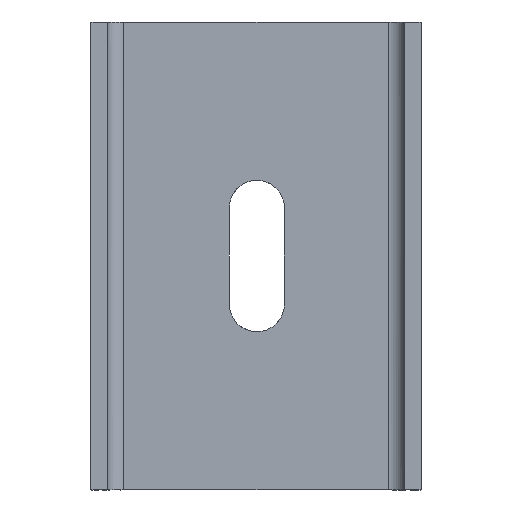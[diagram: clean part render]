
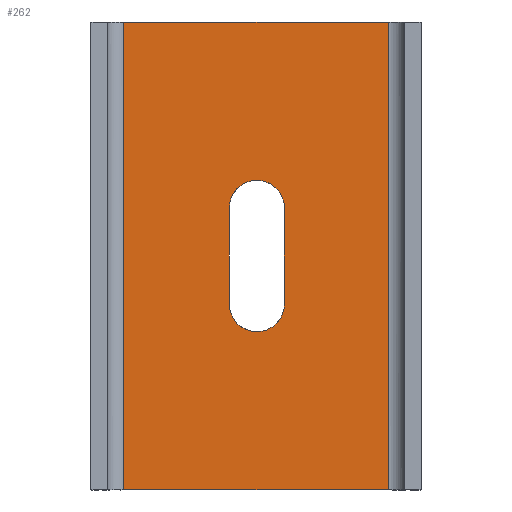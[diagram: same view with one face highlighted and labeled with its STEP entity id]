
A CAD part, left-side view. The second image highlights one B-rep face of the part: STEP entity #262.
In plain terms, the highlighted free-form (B-spline) face has degree [1, 1] with [2, 2] control points.
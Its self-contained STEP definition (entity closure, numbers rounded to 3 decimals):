
#7 = CARTESIAN_POINT ( 'NONE',  ( 401.188, 65.455, 0. ) ) ;
#11 = CARTESIAN_POINT ( 'NONE',  ( 401.188, -30.459, 0. ) ) ;
#43 = CARTESIAN_POINT ( 'NONE',  ( 401.188, 17.195, -57.5 ) ) ;
#57 = EDGE_CURVE ( 'NONE', #404, #838, #850, .T. ) ;
#100 = CARTESIAN_POINT ( 'NONE',  ( 401.188, 65.455, 0. ) ) ;
#104 = CARTESIAN_POINT ( 'NONE',  ( 401.188, 65.455, -170. ) ) ;
#107 = ORIENTED_EDGE ( 'NONE', *, *, #639, .T. ) ;
#130 = CARTESIAN_POINT ( 'NONE',  ( 401.188, 7.195, -67.5 ) ) ;
#153 = EDGE_LOOP ( 'NONE', ( #757, #518, #107, #377, #581 ) ) ;
#154 = CARTESIAN_POINT ( 'NONE',  ( 401.188, -30.459, -170. ) ) ;
#170 = CARTESIAN_POINT ( 'NONE',  ( 401.188, 17.195, -57.5 ) ) ;
#185 = CARTESIAN_POINT ( 'NONE',  ( 401.188, 11.337, -57.5 ) ) ;
#193 = EDGE_LOOP ( 'NONE', ( #758, #546, #256, #473 ) ) ;
#199 = CARTESIAN_POINT ( 'NONE',  ( 401.188, 65.455, -170. ) ) ;
#211 = EDGE_CURVE ( 'NONE', #381, #404, #499, .T. ) ;
#220 = VERTEX_POINT ( 'NONE', #254 ) ;
#238 = B_SPLINE_CURVE_WITH_KNOTS ( 'NONE', 1,
 ( #617, #721 ),
 .UNSPECIFIED., .F., .F.,
 ( 2, 2 ),
 ( 0., 1. ),
 .UNSPECIFIED. ) ;
#245 =( BOUNDED_CURVE ( )  B_SPLINE_CURVE ( 3, ( #533, #862, #185, #170 ),
 .UNSPECIFIED., .F., .T. ) 
 B_SPLINE_CURVE_WITH_KNOTS ( ( 4, 4 ),
 ( -1.571, 0. ),
 .UNSPECIFIED. ) 
 CURVE ( )  GEOMETRIC_REPRESENTATION_ITEM ( )  RATIONAL_B_SPLINE_CURVE ( ( 1., 0.805, 0.805, 1. ) ) 
 REPRESENTATION_ITEM ( '' )  );
#252 = CARTESIAN_POINT ( 'NONE',  ( 401.188, 23.052, -57.5 ) ) ;
#254 = CARTESIAN_POINT ( 'NONE',  ( 401.188, 27.195, -67.5 ) ) ;
#256 = ORIENTED_EDGE ( 'NONE', *, *, #651, .F. ) ;
#262 = ADVANCED_FACE ( 'NONE', ( #491, #412 ), #680, .F. ) ;
#265 = EDGE_CURVE ( 'NONE', #297, #381, #331, .T. ) ;
#296 = CARTESIAN_POINT ( 'NONE',  ( 401.188, -30.459, -170. ) ) ;
#297 = VERTEX_POINT ( 'NONE', #561 ) ;
#305 = CARTESIAN_POINT ( 'NONE',  ( 401.188, 7.195, -67.5 ) ) ;
#314 = EDGE_CURVE ( 'NONE', #855, #574, #714, .T. ) ;
#331 = B_SPLINE_CURVE_WITH_KNOTS ( 'NONE', 1,
 ( #154, #199 ),
 .UNSPECIFIED., .F., .F.,
 ( 2, 2 ),
 ( 0., 1. ),
 .UNSPECIFIED. ) ;
#334 = CARTESIAN_POINT ( 'NONE',  ( 401.188, 65.455, 0. ) ) ;
#336 = EDGE_CURVE ( 'NONE', #220, #855, #238, .T. ) ;
#357 = CARTESIAN_POINT ( 'NONE',  ( 401.188, 27.195, -102.5 ) ) ;
#365 = CARTESIAN_POINT ( 'NONE',  ( 401.188, 65.455, -170. ) ) ;
#377 = ORIENTED_EDGE ( 'NONE', *, *, #314, .F. ) ;
#378 = CARTESIAN_POINT ( 'NONE',  ( 401.188, 27.195, -61.642 ) ) ;
#381 = VERTEX_POINT ( 'NONE', #104 ) ;
#388 = EDGE_CURVE ( 'NONE', #553, #466, #245, .T. ) ;
#404 = VERTEX_POINT ( 'NONE', #100 ) ;
#411 =( BOUNDED_CURVE ( )  B_SPLINE_CURVE ( 3, ( #43, #252, #378, #732 ),
 .UNSPECIFIED., .F., .T. ) 
 B_SPLINE_CURVE_WITH_KNOTS ( ( 4, 4 ),
 ( -1.571, 0. ),
 .UNSPECIFIED. ) 
 CURVE ( )  GEOMETRIC_REPRESENTATION_ITEM ( )  RATIONAL_B_SPLINE_CURVE ( ( 1., 0.805, 0.805, 1. ) ) 
 REPRESENTATION_ITEM ( '' )  );
#412 = FACE_OUTER_BOUND ( 'NONE', #193, .T. ) ;
#419 = EDGE_CURVE ( 'NONE', #466, #220, #411, .T. ) ;
#426 = CARTESIAN_POINT ( 'NONE',  ( 401.188, 7.195, -102.5 ) ) ;
#432 = CARTESIAN_POINT ( 'NONE',  ( 401.188, 7.195, -122.5 ) ) ;
#440 = B_SPLINE_CURVE_WITH_KNOTS ( 'NONE', 1,
 ( #572, #296 ),
 .UNSPECIFIED., .F., .F.,
 ( 2, 2 ),
 ( -1., 0. ),
 .UNSPECIFIED. ) ;
#466 = VERTEX_POINT ( 'NONE', #549 ) ;
#473 = ORIENTED_EDGE ( 'NONE', *, *, #57, .F. ) ;
#481 = CARTESIAN_POINT ( 'NONE',  ( 401.188, 7.195, -102.5 ) ) ;
#491 = FACE_BOUND ( 'NONE', #153, .T. ) ;
#499 = B_SPLINE_CURVE_WITH_KNOTS ( 'NONE', 1,
 ( #365, #661 ),
 .UNSPECIFIED., .F., .F.,
 ( 2, 2 ),
 ( -1., 0. ),
 .UNSPECIFIED. ) ;
#518 = ORIENTED_EDGE ( 'NONE', *, *, #388, .F. ) ;
#533 = CARTESIAN_POINT ( 'NONE',  ( 401.188, 7.195, -67.5 ) ) ;
#534 = CARTESIAN_POINT ( 'NONE',  ( 401.188, 27.195, -102.5 ) ) ;
#546 = ORIENTED_EDGE ( 'NONE', *, *, #265, .F. ) ;
#549 = CARTESIAN_POINT ( 'NONE',  ( 401.188, 17.195, -57.5 ) ) ;
#553 = VERTEX_POINT ( 'NONE', #130 ) ;
#555 = CARTESIAN_POINT ( 'NONE',  ( 401.188, -30.459, -170. ) ) ;
#556 = CARTESIAN_POINT ( 'NONE',  ( 401.188, 27.195, -122.5 ) ) ;
#561 = CARTESIAN_POINT ( 'NONE',  ( 401.188, -30.459, -170. ) ) ;
#572 = CARTESIAN_POINT ( 'NONE',  ( 401.188, -30.459, 0. ) ) ;
#574 = VERTEX_POINT ( 'NONE', #481 ) ;
#581 = ORIENTED_EDGE ( 'NONE', *, *, #336, .F. ) ;
#603 = CARTESIAN_POINT ( 'NONE',  ( 401.188, -30.459, 0. ) ) ;
#617 = CARTESIAN_POINT ( 'NONE',  ( 401.188, 27.195, -67.5 ) ) ;
#639 = EDGE_CURVE ( 'NONE', #553, #574, #857, .T. ) ;
#651 = EDGE_CURVE ( 'NONE', #838, #297, #440, .T. ) ;
#661 = CARTESIAN_POINT ( 'NONE',  ( 401.188, 65.455, 0. ) ) ;
#680 = B_SPLINE_SURFACE_WITH_KNOTS ( 'NONE', 1, 1, ( 
 ( #772, #555 ),
 ( #7, #11 ) ),
 .UNSPECIFIED., .F., .F., .F.,
 ( 2, 2 ),
 ( 2, 2 ),
 ( 0., 1. ),
 ( 0., 1. ),
 .UNSPECIFIED. ) ;
#699 = CARTESIAN_POINT ( 'NONE',  ( 401.188, 7.195, -102.5 ) ) ;
#714 =( BOUNDED_CURVE ( )  B_SPLINE_CURVE ( 3, ( #357, #556, #432, #426 ),
 .UNSPECIFIED., .F., .T. ) 
 B_SPLINE_CURVE_WITH_KNOTS ( ( 4, 4 ),
 ( -3.142, 0. ),
 .UNSPECIFIED. ) 
 CURVE ( )  GEOMETRIC_REPRESENTATION_ITEM ( )  RATIONAL_B_SPLINE_CURVE ( ( 1., 0.333, 0.333, 1. ) ) 
 REPRESENTATION_ITEM ( '' )  );
#721 = CARTESIAN_POINT ( 'NONE',  ( 401.188, 27.195, -102.5 ) ) ;
#732 = CARTESIAN_POINT ( 'NONE',  ( 401.188, 27.195, -67.5 ) ) ;
#756 = CARTESIAN_POINT ( 'NONE',  ( 401.188, -30.459, 0. ) ) ;
#757 = ORIENTED_EDGE ( 'NONE', *, *, #419, .F. ) ;
#758 = ORIENTED_EDGE ( 'NONE', *, *, #211, .F. ) ;
#772 = CARTESIAN_POINT ( 'NONE',  ( 401.188, 65.455, -170. ) ) ;
#838 = VERTEX_POINT ( 'NONE', #756 ) ;
#850 = B_SPLINE_CURVE_WITH_KNOTS ( 'NONE', 1,
 ( #334, #603 ),
 .UNSPECIFIED., .F., .F.,
 ( 2, 2 ),
 ( 0., 1. ),
 .UNSPECIFIED. ) ;
#855 = VERTEX_POINT ( 'NONE', #534 ) ;
#857 = B_SPLINE_CURVE_WITH_KNOTS ( 'NONE', 1,
 ( #305, #699 ),
 .UNSPECIFIED., .F., .F.,
 ( 2, 2 ),
 ( 0., 1. ),
 .UNSPECIFIED. ) ;
#862 = CARTESIAN_POINT ( 'NONE',  ( 401.188, 7.195, -61.642 ) ) ;
